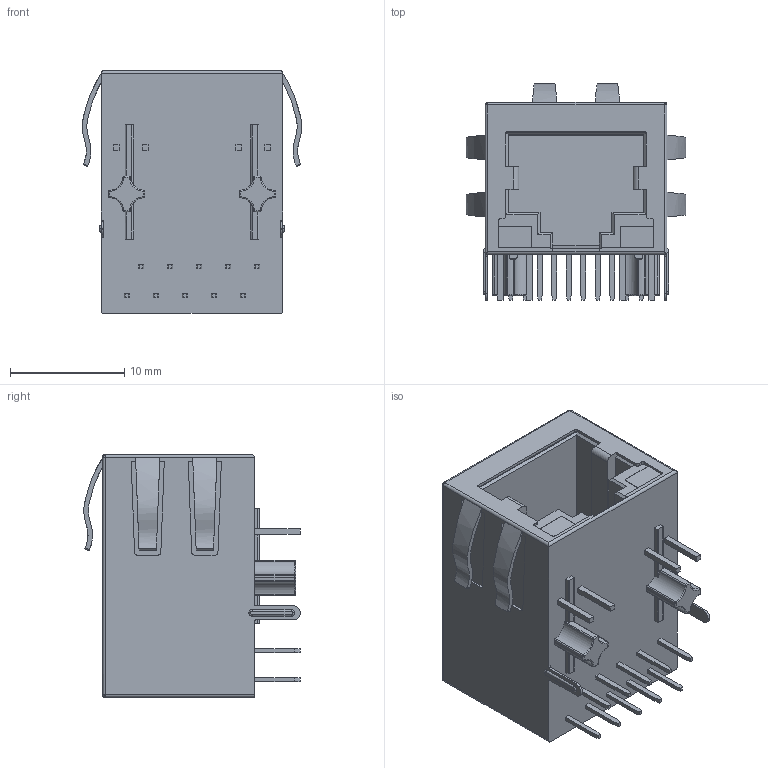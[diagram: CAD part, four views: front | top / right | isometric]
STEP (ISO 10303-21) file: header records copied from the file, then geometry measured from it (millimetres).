
FILE_DESCRIPTION (( 'STEP AP214' ), '1' );
FILE_NAME ('TMJG4820GENL.STEP', '2022-11-04T10:25:33', ( '' ), ( '' ), 'SwSTEP 2.0', 'SolidWorks 2022', '' );
FILE_SCHEMA (( 'AUTOMOTIVE_DESIGN' ));
Length unit declared in the file: millimetre
Products named in the file (1): TMJG4820GENL
Bounding box: 19.22 x 18.94 x 21.25 mm (x, y, z)
Volume: 3642.6 mm3; surface area: 2553.2 mm2
Topology: 1 solids, 1 shells, 747 faces, 1954 edges, 1272 vertices
Faces by surface type: plane 450, bspline 150, cylinder 107, sphere 24, torus 16
Entity records: 26332 total; most frequent: CARTESIAN_POINT 9148, ORIENTED_EDGE 3908, DIRECTION 2903, EDGE_CURVE 1954, VERTEX_POINT 1272, VECTOR 1195, LINE 1195, AXIS2_PLACEMENT_3D 854
